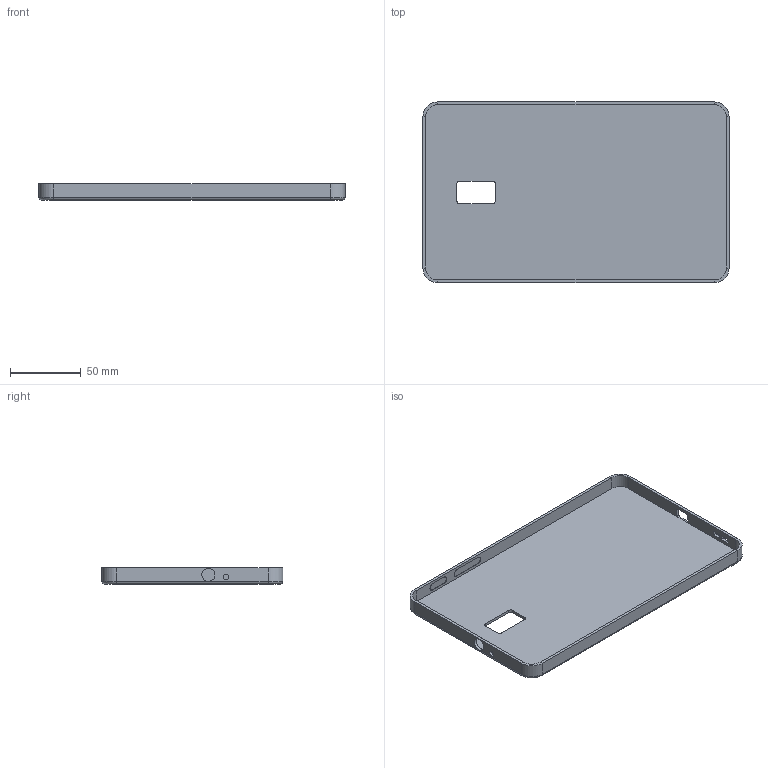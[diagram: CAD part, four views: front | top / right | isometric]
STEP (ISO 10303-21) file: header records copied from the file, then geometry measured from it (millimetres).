
FILE_DESCRIPTION(('FreeCAD Model'),'2;1');
FILE_NAME('Open CASCADE Shape Model','2024-06-02T13:53:31',(''),(''), 'Open CASCADE STEP processor 7.6','FreeCAD','Unknown');
FILE_SCHEMA(('AUTOMOTIVE_DESIGN { 1 0 10303 214 1 1 1 1 }'));
Length unit declared in the file: millimetre
Products named in the file (1): case
Bounding box: 216 x 128.1 x 11.5 mm (x, y, z)
Volume: 65587.9 mm3; surface area: 67627.6 mm2
Topology: 1 solids, 1 shells, 100 faces, 252 edges, 156 vertices
Faces by surface type: plane 50, cylinder 30, bspline 16, torus 4
Full cylindrical faces by diameter (mm): 4 x1, 9.25 x1
Entity records: 7027 total; most frequent: CARTESIAN_POINT 1941, DIRECTION 940, LINE 569, VECTOR 569, ORIENTED_EDGE 504, PCURVE 504, DEFINITIONAL_REPRESENTATION 504, EDGE_CURVE 252
